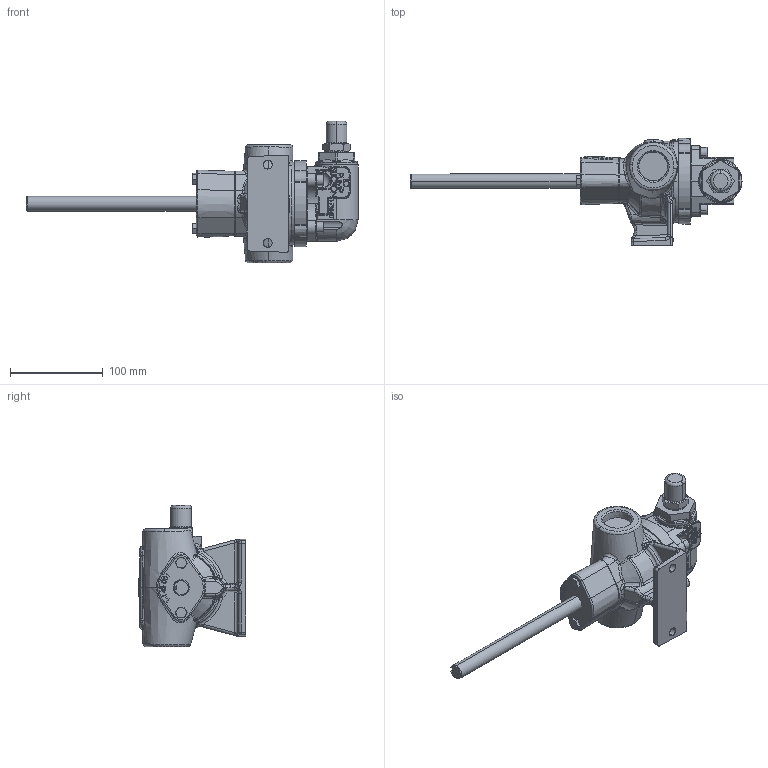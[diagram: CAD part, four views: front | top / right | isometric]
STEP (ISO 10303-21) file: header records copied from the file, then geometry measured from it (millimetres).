
FILE_DESCRIPTION (( 'STEP AP214' ), '1' );
FILE_NAME ('G432.STEP', '2016-12-13T20:23:40', ( '' ), ( '' ), 'SwSTEP 2.0', 'SolidWorks 2016', '' );
FILE_SCHEMA (( 'AUTOMOTIVE_DESIGN' ));
Length unit declared in the file: inch
Products named in the file (2): G432
Bounding box: 357.81 x 116.28 x 152.32 mm (x, y, z)
Volume: 930834.7 mm3; surface area: 105511.3 mm2
Topology: 1 solids, 1 shells, 1540 faces, 3923 edges, 2466 vertices
Faces by surface type: plane 646, bspline 482, cylinder 222, cone 105, torus 55, sphere 30
Entity records: 79822 total; most frequent: CARTESIAN_POINT 39871, ORIENTED_EDGE 7806, DIRECTION 5524, EDGE_CURVE 3903, VERTEX_POINT 2466, AXIS2_PLACEMENT_3D 1844, LINE 1836, VECTOR 1836
